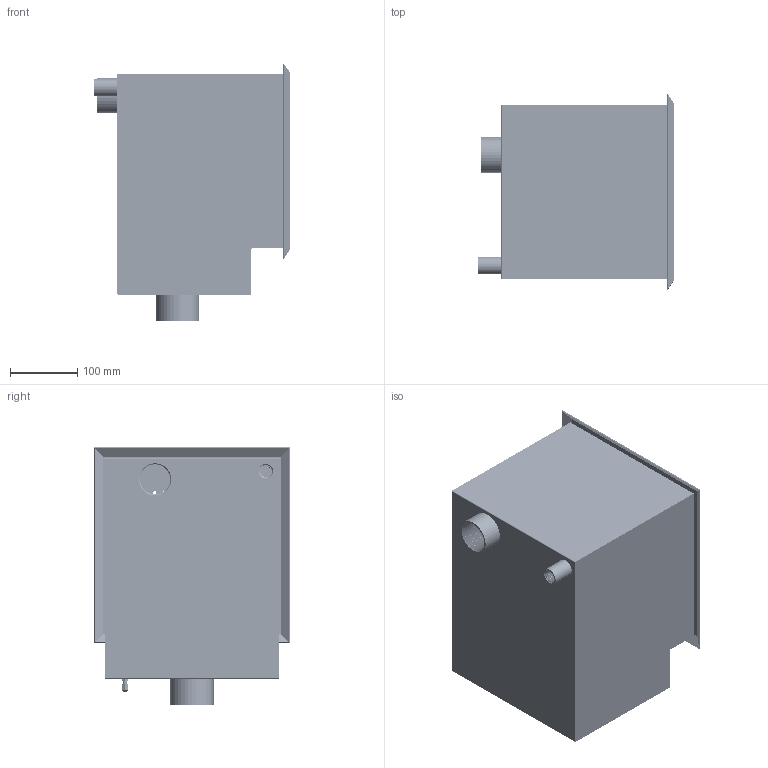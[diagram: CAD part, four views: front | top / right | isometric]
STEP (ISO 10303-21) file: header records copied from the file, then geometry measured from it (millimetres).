
FILE_DESCRIPTION(('STEP AP214'), '1');
FILE_NAME('Ð03-14.1 Ñêèììåð 25 ñ âûäâèæíîé êîðçèíîé', '2025-08-22T08:28:54', ('Runwill'), (''), 'C3D Converter', 'C3D Toolkit', '');
FILE_SCHEMA(('AUTOMOTIVE_DESIGN { 1 0 10303 214 3 1 1}'));
Length unit declared in the file: millimetre
Assembly tree (51 placements, depth 4):
  (unnamed)
    (unnamed)
      (unnamed)  x20
      (unnamed)
        (unnamed)
        (unnamed)  x2
    (unnamed)  x2
    (unnamed)
    (unnamed)  x20
    (unnamed)
    (unnamed)
      (unnamed)
Bounding box: 291.05 x 291.29 x 383.25 mm (x, y, z)
Volume: 1059657.7 mm3; surface area: 1601326.1 mm2
Topology: 50 solids, 50 shells, 2572 faces, 7122 edges, 4665 vertices
Faces by surface type: cylinder 1856, plane 576, cone 93, torus 21, sphere 20, bspline 6
Full cylindrical faces by diameter (mm): 4.917 x23, 5 x1591, 6 x21, 7.5 x80, 9 x1, 10 x21, 26 x1, 53 x1, 65 x1
Entity records: 94927 total; most frequent: CARTESIAN_POINT 33321, DIRECTION 12334, ORIENTED_EDGE 9170, EDGE_LOOP 7187, AXIS2_PLACEMENT_3D 5709, EDGE_CURVE 4585, VERTEX_POINT 4112, FACE_BOUND 3840
